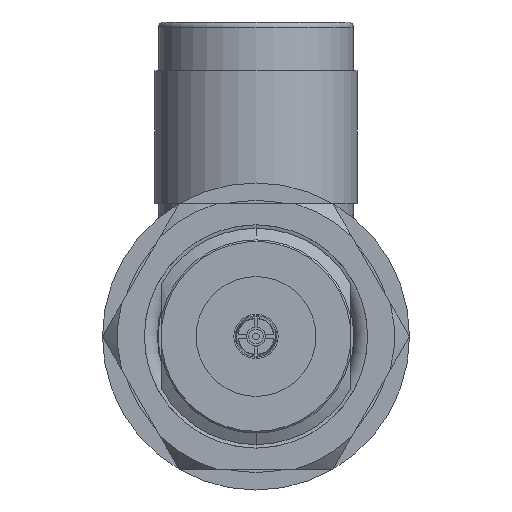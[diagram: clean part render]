
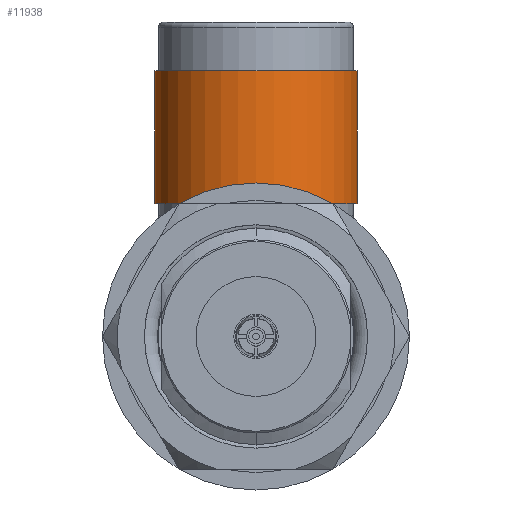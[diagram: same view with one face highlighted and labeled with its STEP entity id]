
A CAD part, left-side view. The second image highlights one B-rep face of the part: STEP entity #11938.
In plain terms, the highlighted cylindrical face has radius 7.264 mm (diameter 14.529 mm), a partial arc.
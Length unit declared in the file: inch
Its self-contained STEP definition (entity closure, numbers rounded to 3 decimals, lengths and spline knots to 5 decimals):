
#430 = CARTESIAN_POINT ( 'NONE',  ( 0., 0.05, 0.286 ) ) ;
#2392 = ORIENTED_EDGE ( 'NONE', *, *, #9749, .T. ) ;
#2658 = DIRECTION ( 'NONE',  ( 0., 1., 0. ) ) ;
#4127 = LINE ( 'NONE', #4155, #9100 ) ;
#4155 = CARTESIAN_POINT ( 'NONE',  ( 0., 0.425, -0.286 ) ) ;
#4448 = DIRECTION ( 'NONE',  ( 0., -1., 0. ) ) ;
#5804 = VERTEX_POINT ( 'NONE', #430 ) ;
#5810 = DIRECTION ( 'NONE',  ( 0., -1., 0. ) ) ;
#5840 = VERTEX_POINT ( 'NONE', #11252 ) ;
#6093 = DIRECTION ( 'NONE',  ( 0., 0., 1. ) ) ;
#6974 = ORIENTED_EDGE ( 'NONE', *, *, #18893, .F. ) ;
#8324 = CYLINDRICAL_SURFACE ( 'NONE', #17245, 0.286 ) ;
#8646 = ORIENTED_EDGE ( 'NONE', *, *, #17872, .T. ) ;
#8693 = EDGE_LOOP ( 'NONE', ( #6974, #8646, #2392, #14297 ) ) ;
#9100 = VECTOR ( 'NONE', #5810, 39.37008 ) ;
#9119 = DIRECTION ( 'NONE',  ( 0., 1., 0. ) ) ;
#9481 = CARTESIAN_POINT ( 'NONE',  ( 0., 0.425, 0. ) ) ;
#9749 = EDGE_CURVE ( 'NONE', #5804, #17654, #10305, .T. ) ;
#9824 = CARTESIAN_POINT ( 'NONE',  ( 0., 0.05, -0.286 ) ) ;
#10305 = CIRCLE ( 'NONE', #11310, 0.286 ) ;
#10532 = VECTOR ( 'NONE', #4448, 39.37008 ) ;
#10926 = DIRECTION ( 'NONE',  ( 0., -1., 0. ) ) ;
#10992 = DIRECTION ( 'NONE',  ( 0., 0., -1. ) ) ;
#10995 = LINE ( 'NONE', #16732, #10532 ) ;
#11139 = CARTESIAN_POINT ( 'NONE',  ( 0., 0.425, 0.286 ) ) ;
#11252 = CARTESIAN_POINT ( 'NONE',  ( 0., 0.425, -0.286 ) ) ;
#11310 = AXIS2_PLACEMENT_3D ( 'NONE', #19332, #2658, #13293 ) ;
#11423 = CIRCLE ( 'NONE', #11698, 0.286 ) ;
#11698 = AXIS2_PLACEMENT_3D ( 'NONE', #12220, #9119, #6093 ) ;
#11938 = ADVANCED_FACE ( 'NONE', ( #14286 ), #8324, .T. ) ;
#12220 = CARTESIAN_POINT ( 'NONE',  ( 0., 0.425, 0. ) ) ;
#12586 = VERTEX_POINT ( 'NONE', #11139 ) ;
#13293 = DIRECTION ( 'NONE',  ( 0., 0., 1. ) ) ;
#14009 = EDGE_CURVE ( 'NONE', #5840, #17654, #4127, .T. ) ;
#14286 = FACE_OUTER_BOUND ( 'NONE', #8693, .T. ) ;
#14297 = ORIENTED_EDGE ( 'NONE', *, *, #14009, .F. ) ;
#16732 = CARTESIAN_POINT ( 'NONE',  ( 0., 0.425, 0.286 ) ) ;
#17245 = AXIS2_PLACEMENT_3D ( 'NONE', #9481, #10926, #10992 ) ;
#17654 = VERTEX_POINT ( 'NONE', #9824 ) ;
#17872 = EDGE_CURVE ( 'NONE', #12586, #5804, #10995, .T. ) ;
#18893 = EDGE_CURVE ( 'NONE', #12586, #5840, #11423, .T. ) ;
#19332 = CARTESIAN_POINT ( 'NONE',  ( 0., 0.05, 0. ) ) ;
